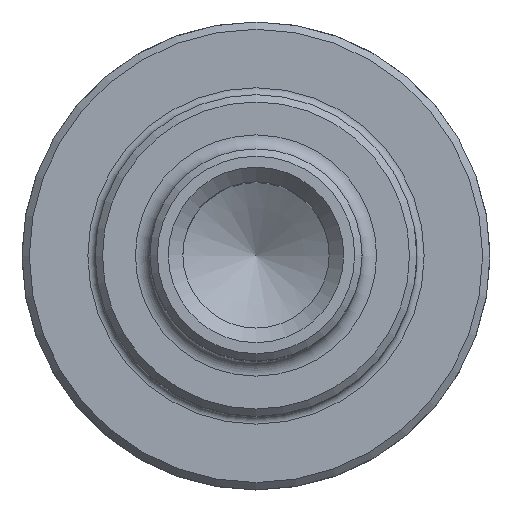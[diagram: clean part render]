
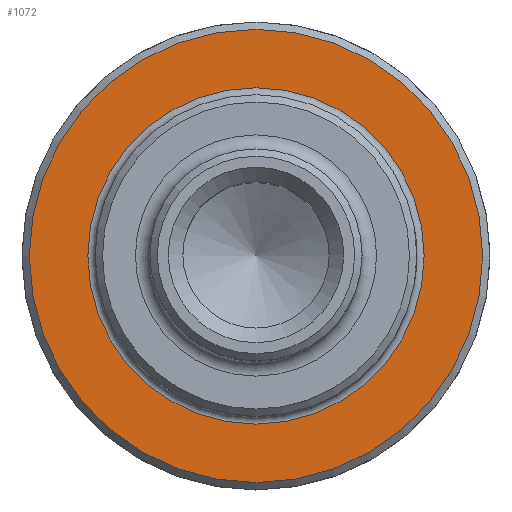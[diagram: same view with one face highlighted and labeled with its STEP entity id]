
A CAD part, top view. The second image highlights one B-rep face of the part: STEP entity #1072.
In plain terms, the highlighted planar face has unit normal (0, 0, 1).
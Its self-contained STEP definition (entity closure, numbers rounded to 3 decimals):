
#487=PLANE('',#7741);
#1072=ADVANCED_FACE('',(#2346,#2347),#487,.T.);
#2346=FACE_BOUND('',#2410,.T.);
#2347=FACE_BOUND('',#2411,.T.);
#2410=EDGE_LOOP('',(#2818));
#2411=EDGE_LOOP('',(#2819));
#2818=ORIENTED_EDGE('',*,*,#6231,.T.);
#2819=ORIENTED_EDGE('',*,*,#6232,.T.);
#5369=VERTEX_POINT('',#9949);
#5370=VERTEX_POINT('',#9951);
#6231=EDGE_CURVE('',#5369,#5369,#7493,.T.);
#6232=EDGE_CURVE('',#5370,#5370,#7494,.T.);
#7493=CIRCLE('',#7739,11.5);
#7494=CIRCLE('',#7740,15.5);
#7739=AXIS2_PLACEMENT_3D('',#9948,#8381,#8382);
#7740=AXIS2_PLACEMENT_3D('',#9950,#8383,#8384);
#7741=AXIS2_PLACEMENT_3D('',#9952,#8385,#8386);
#8381=DIRECTION('',(0.,0.,-1.));
#8382=DIRECTION('',(1.,0.,0.));
#8383=DIRECTION('',(0.,0.,1.));
#8384=DIRECTION('',(1.,0.,0.));
#8385=DIRECTION('',(0.,0.,1.));
#8386=DIRECTION('',(1.,0.,0.));
#9948=CARTESIAN_POINT('',(-0.007,-0.006,4.5));
#9949=CARTESIAN_POINT('',(11.493,-0.006,4.5));
#9950=CARTESIAN_POINT('',(-0.007,-0.006,4.5));
#9951=CARTESIAN_POINT('',(15.493,-0.006,4.5));
#9952=CARTESIAN_POINT('',(-0.007,-0.006,4.5));
